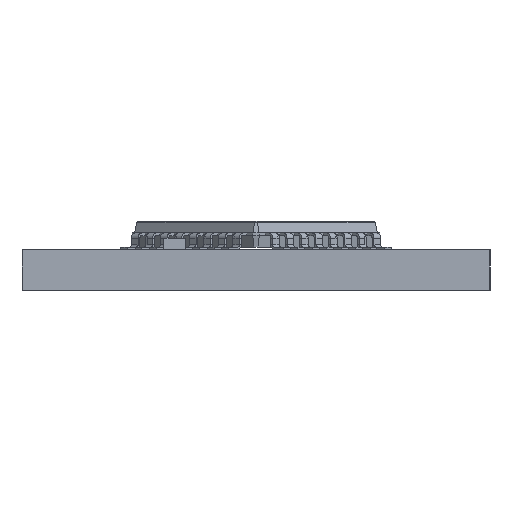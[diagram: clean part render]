
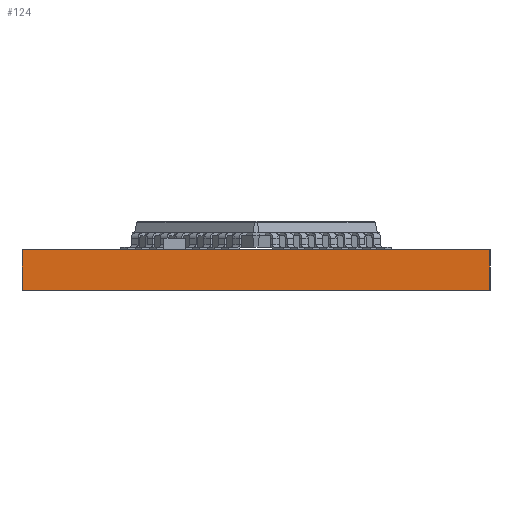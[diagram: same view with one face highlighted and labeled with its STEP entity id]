
A CAD part, left-side view. The second image highlights one B-rep face of the part: STEP entity #124.
In plain terms, the highlighted planar face has unit normal (-1, 0, 0).
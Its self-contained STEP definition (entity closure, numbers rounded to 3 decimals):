
#68 = VERTEX_POINT('',#69);
#69 = CARTESIAN_POINT('',(125.476,-105.664,-1.6));
#75 = EDGE_CURVE('',#76,#68,#78,.T.);
#76 = VERTEX_POINT('',#77);
#77 = CARTESIAN_POINT('',(125.476,-105.664,0.));
#78 = LINE('',#79,#80);
#79 = CARTESIAN_POINT('',(125.476,-105.664,0.));
#80 = VECTOR('',#81,1.);
#81 = DIRECTION('',(0.,0.,-1.));
#124 = ADVANCED_FACE('',(#125),#150,.F.);
#125 = FACE_BOUND('',#126,.F.);
#126 = EDGE_LOOP('',(#127,#128,#136,#144));
#127 = ORIENTED_EDGE('',*,*,#75,.T.);
#128 = ORIENTED_EDGE('',*,*,#129,.T.);
#129 = EDGE_CURVE('',#68,#130,#132,.T.);
#130 = VERTEX_POINT('',#131);
#131 = CARTESIAN_POINT('',(125.476,-87.376,-1.6));
#132 = LINE('',#133,#134);
#133 = CARTESIAN_POINT('',(125.476,-105.664,-1.6));
#134 = VECTOR('',#135,1.);
#135 = DIRECTION('',(0.,1.,0.));
#136 = ORIENTED_EDGE('',*,*,#137,.F.);
#137 = EDGE_CURVE('',#138,#130,#140,.T.);
#138 = VERTEX_POINT('',#139);
#139 = CARTESIAN_POINT('',(125.476,-87.376,0.));
#140 = LINE('',#141,#142);
#141 = CARTESIAN_POINT('',(125.476,-87.376,0.));
#142 = VECTOR('',#143,1.);
#143 = DIRECTION('',(0.,0.,-1.));
#144 = ORIENTED_EDGE('',*,*,#145,.F.);
#145 = EDGE_CURVE('',#76,#138,#146,.T.);
#146 = LINE('',#147,#148);
#147 = CARTESIAN_POINT('',(125.476,-105.664,0.));
#148 = VECTOR('',#149,1.);
#149 = DIRECTION('',(0.,1.,0.));
#150 = PLANE('',#151);
#151 = AXIS2_PLACEMENT_3D('',#152,#153,#154);
#152 = CARTESIAN_POINT('',(125.476,-105.664,0.));
#153 = DIRECTION('',(1.,-0.,0.));
#154 = DIRECTION('',(0.,1.,0.));
